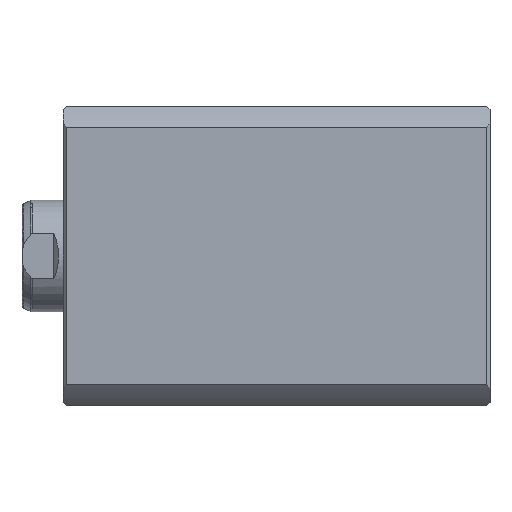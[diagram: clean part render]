
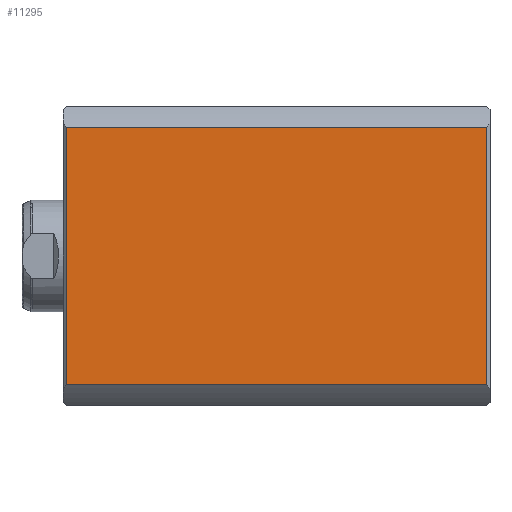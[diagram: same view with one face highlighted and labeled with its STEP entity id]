
A CAD part, left-side view. The second image highlights one B-rep face of the part: STEP entity #11295.
In plain terms, the highlighted planar face has unit normal (-1, 0, 0).
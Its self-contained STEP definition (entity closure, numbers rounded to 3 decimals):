
#87 = ORIENTED_EDGE ( 'NONE', *, *, #10660, .F. ) ;
#518 = CARTESIAN_POINT ( 'NONE',  ( -47., -40.435, 133. ) ) ;
#654 = LINE ( 'NONE', #3096, #2956 ) ;
#875 = DIRECTION ( 'NONE',  ( 0., 0., -1. ) ) ;
#1869 = LINE ( 'NONE', #4821, #11657 ) ;
#2576 = VECTOR ( 'NONE', #10584, 1000. ) ;
#2778 = CARTESIAN_POINT ( 'NONE',  ( -47., 47., 1. ) ) ;
#2956 = VECTOR ( 'NONE', #7972, 1000. ) ;
#3008 = ORIENTED_EDGE ( 'NONE', *, *, #11753, .T. ) ;
#3096 = CARTESIAN_POINT ( 'NONE',  ( -47., 47., 133. ) ) ;
#3234 = CARTESIAN_POINT ( 'NONE',  ( -47., 40.435, 1. ) ) ;
#3242 = CARTESIAN_POINT ( 'NONE',  ( -47., 47., 134. ) ) ;
#3896 = VERTEX_POINT ( 'NONE', #4893 ) ;
#3947 = ORIENTED_EDGE ( 'NONE', *, *, #9491, .T. ) ;
#4025 = CARTESIAN_POINT ( 'NONE',  ( -47., 40.435, 133. ) ) ;
#4156 = DIRECTION ( 'NONE',  ( 1., 0., 0. ) ) ;
#4189 = VECTOR ( 'NONE', #11634, 1000. ) ;
#4693 = VERTEX_POINT ( 'NONE', #3234 ) ;
#4821 = CARTESIAN_POINT ( 'NONE',  ( -47., -40.435, 300. ) ) ;
#4853 = VERTEX_POINT ( 'NONE', #518 ) ;
#4893 = CARTESIAN_POINT ( 'NONE',  ( -47., -40.435, 1. ) ) ;
#6773 = LINE ( 'NONE', #11556, #4189 ) ;
#7972 = DIRECTION ( 'NONE',  ( 0., 1., 0. ) ) ;
#8531 = ORIENTED_EDGE ( 'NONE', *, *, #10624, .F. ) ;
#8871 = VERTEX_POINT ( 'NONE', #4025 ) ;
#8965 = EDGE_LOOP ( 'NONE', ( #87, #3008, #8531, #3947 ) ) ;
#9491 = EDGE_CURVE ( 'NONE', #4693, #3896, #10668, .T. ) ;
#9819 = FACE_OUTER_BOUND ( 'NONE', #8965, .T. ) ;
#10584 = DIRECTION ( 'NONE',  ( 0., -1., 0. ) ) ;
#10624 = EDGE_CURVE ( 'NONE', #4693, #8871, #6773, .T. ) ;
#10660 = EDGE_CURVE ( 'NONE', #4853, #3896, #1869, .T. ) ;
#10668 = LINE ( 'NONE', #2778, #2576 ) ;
#10711 = AXIS2_PLACEMENT_3D ( 'NONE', #3242, #4156, #12012 ) ;
#11026 = PLANE ( 'NONE',  #10711 ) ;
#11295 = ADVANCED_FACE ( 'NONE', ( #9819 ), #11026, .F. ) ;
#11556 = CARTESIAN_POINT ( 'NONE',  ( -47., 40.435, 300. ) ) ;
#11634 = DIRECTION ( 'NONE',  ( 0., 0., 1. ) ) ;
#11657 = VECTOR ( 'NONE', #875, 1000. ) ;
#11753 = EDGE_CURVE ( 'NONE', #4853, #8871, #654, .T. ) ;
#12012 = DIRECTION ( 'NONE',  ( 0., 1., 0. ) ) ;
